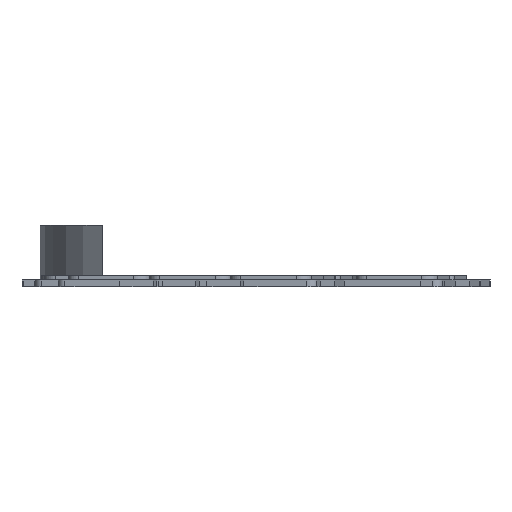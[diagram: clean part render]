
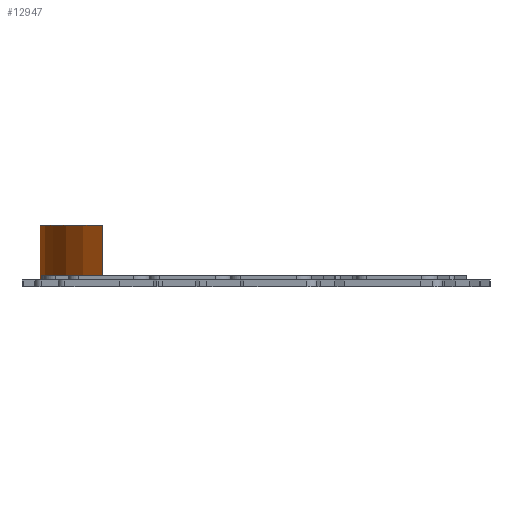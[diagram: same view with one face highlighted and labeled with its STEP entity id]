
A CAD part, left-side view. The second image highlights one B-rep face of the part: STEP entity #12947.
In plain terms, the highlighted cylindrical face has radius 37.636 mm (diameter 75.272 mm), a partial arc.
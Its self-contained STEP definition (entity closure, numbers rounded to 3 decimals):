
#1084=FACE_OUTER_BOUND('',#1814,.T.);
#1814=EDGE_LOOP('',(#11559,#11560,#11561,#11562,#11563,#11564));
#1917=LINE('',#18063,#3269);
#1920=LINE('',#18069,#3272);
#3106=LINE('',#21534,#4458);
#3107=LINE('',#21538,#4459);
#3269=VECTOR('',#14271,10.);
#3272=VECTOR('',#14276,10.);
#4458=VECTOR('',#17688,10.);
#4459=VECTOR('',#17693,10.);
#4620=CIRCLE('',#13044,37.636);
#5147=CIRCLE('',#14157,37.636);
#5162=VERTEX_POINT('',#18060);
#5163=VERTEX_POINT('',#18062);
#5164=VERTEX_POINT('',#18066);
#5165=VERTEX_POINT('',#18068);
#6331=VERTEX_POINT('',#21532);
#6332=VERTEX_POINT('',#21536);
#6421=EDGE_CURVE('',#5162,#5163,#1917,.T.);
#6424=EDGE_CURVE('',#5165,#5164,#1920,.T.);
#6426=EDGE_CURVE('',#5165,#5162,#4620,.T.);
#8137=EDGE_CURVE('',#5164,#6331,#3106,.T.);
#8138=EDGE_CURVE('',#6332,#6331,#5147,.T.);
#8139=EDGE_CURVE('',#5163,#6332,#3107,.T.);
#11559=ORIENTED_EDGE('',*,*,#8137,.T.);
#11560=ORIENTED_EDGE('',*,*,#8138,.F.);
#11561=ORIENTED_EDGE('',*,*,#8139,.F.);
#11562=ORIENTED_EDGE('',*,*,#6421,.F.);
#11563=ORIENTED_EDGE('',*,*,#6426,.F.);
#11564=ORIENTED_EDGE('',*,*,#6424,.T.);
#12347=CYLINDRICAL_SURFACE('',#14156,37.636);
#12947=ADVANCED_FACE('',(#1084),#12347,.T.);
#13044=AXIS2_PLACEMENT_3D('',#18072,#14280,#14281);
#14156=AXIS2_PLACEMENT_3D('',#21535,#17689,#17690);
#14157=AXIS2_PLACEMENT_3D('',#21537,#17691,#17692);
#14271=DIRECTION('',(0.,0.,-1.));
#14276=DIRECTION('',(0.,0.,-1.));
#14280=DIRECTION('center_axis',(0.,0.,1.));
#14281=DIRECTION('ref_axis',(0.789,0.614,0.));
#17688=DIRECTION('',(0.,0.,-1.));
#17689=DIRECTION('center_axis',(0.,0.,-1.));
#17690=DIRECTION('ref_axis',(0.789,0.614,0.));
#17691=DIRECTION('center_axis',(0.,0.,-1.));
#17692=DIRECTION('ref_axis',(0.789,0.614,0.));
#17693=DIRECTION('',(0.,0.,-1.));
#18060=CARTESIAN_POINT('',(112.886,-24.073,0.));
#18062=CARTESIAN_POINT('',(112.886,-24.073,-12.6));
#18063=CARTESIAN_POINT('',(112.886,-24.073,0.));
#18066=CARTESIAN_POINT('',(172.287,-24.073,-12.6));
#18068=CARTESIAN_POINT('',(172.287,-24.073,0.));
#18069=CARTESIAN_POINT('',(172.287,-24.073,0.));
#18072=CARTESIAN_POINT('Origin',(142.586,-47.189,0.));
#21532=CARTESIAN_POINT('',(172.287,-24.073,-14.2));
#21534=CARTESIAN_POINT('',(172.287,-24.073,-12.6));
#21535=CARTESIAN_POINT('Origin',(142.586,-47.189,-12.6));
#21536=CARTESIAN_POINT('',(112.886,-24.073,-14.2));
#21537=CARTESIAN_POINT('Origin',(142.586,-47.189,-14.2));
#21538=CARTESIAN_POINT('',(112.886,-24.073,-12.6));
